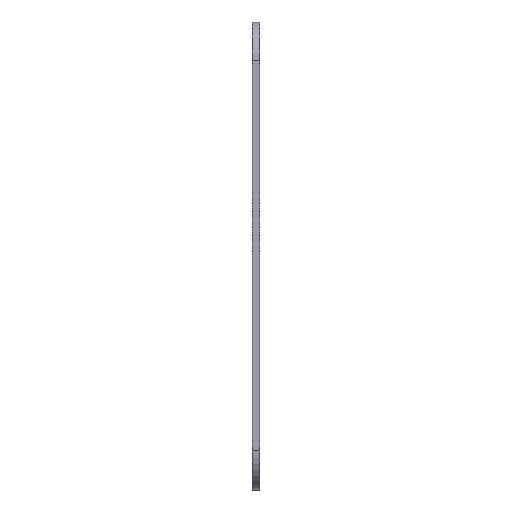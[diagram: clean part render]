
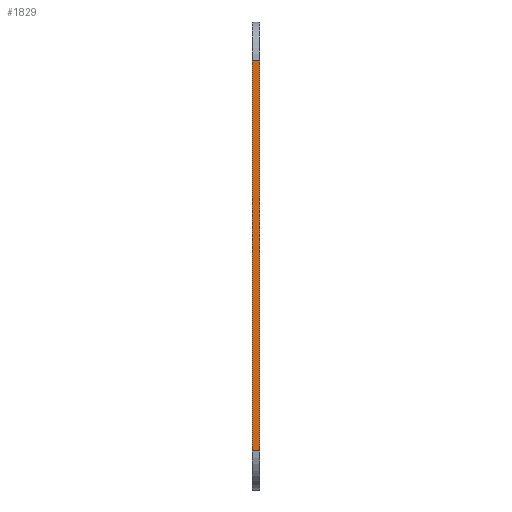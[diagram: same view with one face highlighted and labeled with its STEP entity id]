
A CAD part, left-side view. The second image highlights one B-rep face of the part: STEP entity #1829.
In plain terms, the highlighted planar face has unit normal (-1, 0, 0).
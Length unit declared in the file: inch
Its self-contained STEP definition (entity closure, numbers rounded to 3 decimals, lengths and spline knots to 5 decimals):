
#197=DIRECTION('',(0.,0.,1.));
#198=VECTOR('',#197,150.);
#199=CARTESIAN_POINT('',(0.,0.,-165.));
#200=LINE('',#199,#198);
#472=DIRECTION('',(0.,0.,1.));
#473=VECTOR('',#472,150.);
#474=CARTESIAN_POINT('',(0.,3.,-165.));
#475=LINE('',#474,#473);
#685=DIRECTION('',(0.,-1.,0.));
#686=VECTOR('',#685,3.);
#687=CARTESIAN_POINT('',(0.,3.,-15.));
#688=LINE('',#687,#686);
#689=DIRECTION('',(0.,-1.,0.));
#690=VECTOR('',#689,3.);
#691=CARTESIAN_POINT('',(0.,3.,-165.));
#692=LINE('',#691,#690);
#902=CARTESIAN_POINT('',(0.,0.,-15.));
#904=VERTEX_POINT('',#902);
#905=CARTESIAN_POINT('',(0.,3.,-15.));
#906=VERTEX_POINT('',#905);
#909=CARTESIAN_POINT('',(0.,0.,-165.));
#911=VERTEX_POINT('',#909);
#915=CARTESIAN_POINT('',(0.,3.,-165.));
#916=VERTEX_POINT('',#915);
#1817=CARTESIAN_POINT('',(0.,0.,-180.));
#1818=DIRECTION('',(-1.,0.,0.));
#1819=DIRECTION('',(0.,0.,1.));
#1820=AXIS2_PLACEMENT_3D('',#1817,#1818,#1819);
#1821=PLANE('',#1820);
#1822=ORIENTED_EDGE('',*,*,#1810,.T.);
#1823=ORIENTED_EDGE('',*,*,#960,.F.);
#1825=ORIENTED_EDGE('',*,*,#1824,.F.);
#1826=ORIENTED_EDGE('',*,*,#1146,.T.);
#1827=EDGE_LOOP('',(#1822,#1823,#1825,#1826));
#1828=FACE_OUTER_BOUND('',#1827,.F.);
#960=EDGE_CURVE('',#911,#904,#200,.T.);
#1146=EDGE_CURVE('',#916,#906,#475,.T.);
#1810=EDGE_CURVE('',#906,#904,#688,.T.);
#1824=EDGE_CURVE('',#916,#911,#692,.T.);
#1829=ADVANCED_FACE('',(#1828),#1821,.T.);
